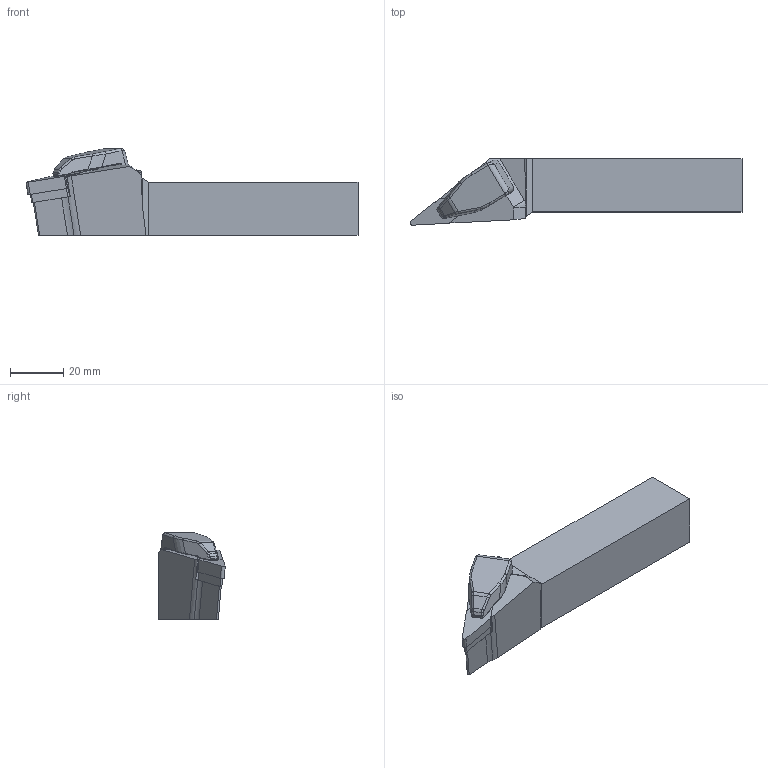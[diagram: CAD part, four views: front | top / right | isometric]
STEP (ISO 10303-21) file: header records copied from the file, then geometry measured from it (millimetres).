
FILE_DESCRIPTION(/* description */ (''),/* implementation_level */ '2;1');
FILE_NAME(/* name */ 'TVJNL-2020-K16.stp',/* time_stamp */ '2023-12-20T10:33:59+03:00',/* author */ (''),/* organization */ (''),/* preprocessor_version */ 'ST-DEVELOPER v19.4',/* originating_system */ 'SIEMENS PLM Software NX2306.3001',/* authorisation */ '');
FILE_SCHEMA (('AUTOMOTIVE_DESIGN { 1 0 10303 214 3 1 1 1 }'));
Length unit declared in the file: millimetre
Products named in the file (1): model1_objects
Bounding box: 125 x 25 x 32.73 mm (x, y, z)
Volume: 49267.6 mm3; surface area: 12012.6 mm2
Topology: 2 solids, 3 shells, 140 faces, 349 edges, 209 vertices
Faces by surface type: plane 59, cylinder 53, bspline 20, sphere 4, cone 2, torus 2
Full cylindrical faces by diameter (mm): 5.3 x1, 6.5 x1
Entity records: 4866 total; most frequent: CARTESIAN_POINT 1168, DIRECTION 703, ORIENTED_EDGE 676, EDGE_CURVE 338, AXIS2_PLACEMENT_3D 257, VERTEX_POINT 208, LINE 189, VECTOR 189
